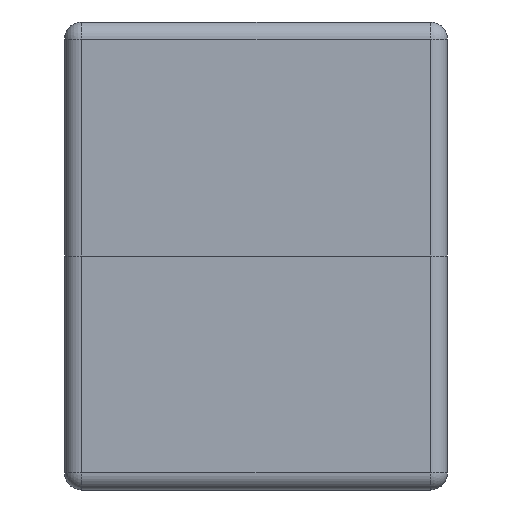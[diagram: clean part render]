
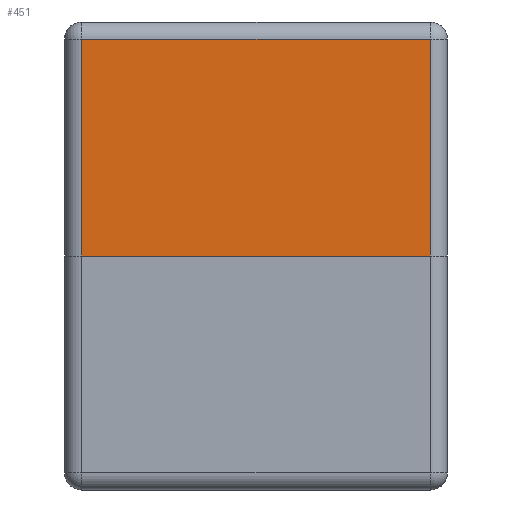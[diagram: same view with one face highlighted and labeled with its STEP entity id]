
A CAD part, left-side view. The second image highlights one B-rep face of the part: STEP entity #451.
In plain terms, the highlighted planar face has unit normal (-1, 0, 0).
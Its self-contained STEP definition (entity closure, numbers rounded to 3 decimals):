
#174 = EDGE_CURVE ( 'NONE', #892, #976, #1035, .T. ) ;
#194 = DIRECTION ( 'NONE',  ( 0., -1., 0. ) ) ;
#222 = CARTESIAN_POINT ( 'NONE',  ( -7., 2.05, 2.55 ) ) ;
#245 = VECTOR ( 'NONE', #670, 1000. ) ;
#257 = VECTOR ( 'NONE', #562, 1000. ) ;
#313 = CARTESIAN_POINT ( 'NONE',  ( -7., 2.05, 0. ) ) ;
#446 = ORIENTED_EDGE ( 'NONE', *, *, #1473, .T. ) ;
#451 = ADVANCED_FACE ( 'NONE', ( #768 ), #1031, .F. ) ;
#453 = DIRECTION ( 'NONE',  ( 0., 1., 0. ) ) ;
#521 = AXIS2_PLACEMENT_3D ( 'NONE', #1250, #905, #453 ) ;
#542 = LINE ( 'NONE', #798, #245 ) ;
#562 = DIRECTION ( 'NONE',  ( 0., 0., 1. ) ) ;
#670 = DIRECTION ( 'NONE',  ( 0., 1., 0. ) ) ;
#727 = VERTEX_POINT ( 'NONE', #1308 ) ;
#759 = VECTOR ( 'NONE', #856, 1000. ) ;
#768 = FACE_OUTER_BOUND ( 'NONE', #770, .T. ) ;
#770 = EDGE_LOOP ( 'NONE', ( #1068, #446, #1487, #1230 ) ) ;
#798 = CARTESIAN_POINT ( 'NONE',  ( -7., 2.05, 2.55 ) ) ;
#817 = VECTOR ( 'NONE', #194, 1000. ) ;
#856 = DIRECTION ( 'NONE',  ( 0., 0., -1. ) ) ;
#864 = EDGE_CURVE ( 'NONE', #1454, #727, #1194, .T. ) ;
#892 = VERTEX_POINT ( 'NONE', #222 ) ;
#905 = DIRECTION ( 'NONE',  ( 1., 0., 0. ) ) ;
#976 = VERTEX_POINT ( 'NONE', #313 ) ;
#1031 = PLANE ( 'NONE',  #521 ) ;
#1035 = LINE ( 'NONE', #1450, #759 ) ;
#1068 = ORIENTED_EDGE ( 'NONE', *, *, #864, .T. ) ;
#1071 = EDGE_CURVE ( 'NONE', #976, #1454, #1073, .T. ) ;
#1073 = LINE ( 'NONE', #1336, #817 ) ;
#1129 = CARTESIAN_POINT ( 'NONE',  ( -7., -2.05, 0. ) ) ;
#1194 = LINE ( 'NONE', #1388, #257 ) ;
#1230 = ORIENTED_EDGE ( 'NONE', *, *, #1071, .T. ) ;
#1250 = CARTESIAN_POINT ( 'NONE',  ( -7., -2.25, 2.75 ) ) ;
#1308 = CARTESIAN_POINT ( 'NONE',  ( -7., -2.05, 2.55 ) ) ;
#1336 = CARTESIAN_POINT ( 'NONE',  ( -7., -2.25, 0. ) ) ;
#1388 = CARTESIAN_POINT ( 'NONE',  ( -7., -2.05, 2.75 ) ) ;
#1450 = CARTESIAN_POINT ( 'NONE',  ( -7., 2.05, 2.75 ) ) ;
#1454 = VERTEX_POINT ( 'NONE', #1129 ) ;
#1473 = EDGE_CURVE ( 'NONE', #727, #892, #542, .T. ) ;
#1487 = ORIENTED_EDGE ( 'NONE', *, *, #174, .T. ) ;
